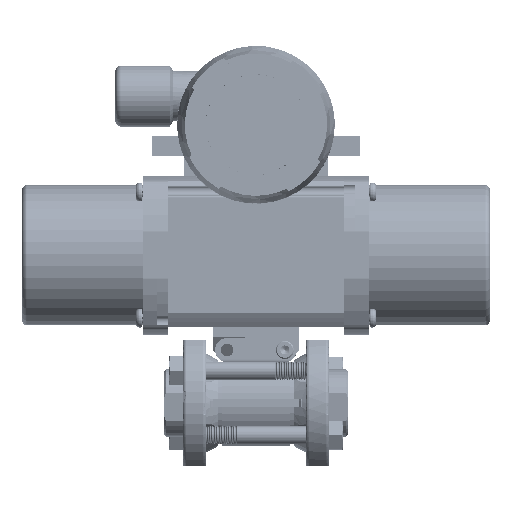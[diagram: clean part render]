
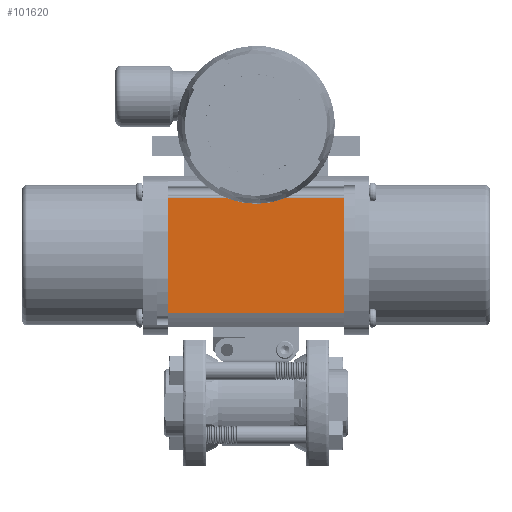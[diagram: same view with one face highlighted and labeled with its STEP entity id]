
A CAD part, top view. The second image highlights one B-rep face of the part: STEP entity #101620.
In plain terms, the highlighted planar face has unit normal (0, 0, 1).
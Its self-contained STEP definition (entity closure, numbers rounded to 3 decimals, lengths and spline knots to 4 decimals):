
#3805 = DIRECTION ( 'NONE',  ( 0., 0., -1. ) ) ;
#9292 = VERTEX_POINT ( 'NONE', #89082 ) ;
#13059 = DIRECTION ( 'NONE',  ( 0., 1., 0. ) ) ;
#19073 = VECTOR ( 'NONE', #13059, 39.3701 ) ;
#27847 = VERTEX_POINT ( 'NONE', #203274 ) ;
#29655 = CARTESIAN_POINT ( 'NONE',  ( -1.5275, 3.5621, 1.17 ) ) ;
#31153 = VERTEX_POINT ( 'NONE', #29655 ) ;
#33474 = DIRECTION ( 'NONE',  ( -1., 0., 0. ) ) ;
#43074 = FACE_OUTER_BOUND ( 'NONE', #61356, .T. ) ;
#50371 = EDGE_CURVE ( 'NONE', #9292, #31153, #103563, .T. ) ;
#55061 = LINE ( 'NONE', #178753, #156822 ) ;
#59491 = ORIENTED_EDGE ( 'NONE', *, *, #50371, .T. ) ;
#61356 = EDGE_LOOP ( 'NONE', ( #167160, #59491, #96365, #84762 ) ) ;
#69952 = CARTESIAN_POINT ( 'NONE',  ( 1.5275, 3.5694, 1.17 ) ) ;
#84576 = EDGE_CURVE ( 'NONE', #9292, #27847, #260494, .T. ) ;
#84762 = ORIENTED_EDGE ( 'NONE', *, *, #193960, .T. ) ;
#89082 = CARTESIAN_POINT ( 'NONE',  ( 1.5275, 3.5621, 1.17 ) ) ;
#96365 = ORIENTED_EDGE ( 'NONE', *, *, #97865, .F. ) ;
#97865 = EDGE_CURVE ( 'NONE', #263301, #31153, #168507, .T. ) ;
#101620 = ADVANCED_FACE ( 'NONE', ( #43074 ), #256484, .F. ) ;
#103563 = LINE ( 'NONE', #257566, #132149 ) ;
#131395 = CARTESIAN_POINT ( 'NONE',  ( -1.5275, 1.5679, 1.17 ) ) ;
#132149 = VECTOR ( 'NONE', #33474, 39.3701 ) ;
#134879 = CARTESIAN_POINT ( 'NONE',  ( -1.5275, 3.5694, 1.17 ) ) ;
#146079 = DIRECTION ( 'NONE',  ( 0., -1., 0. ) ) ;
#147200 = AXIS2_PLACEMENT_3D ( 'NONE', #247370, #3805, #146079 ) ;
#152262 = VECTOR ( 'NONE', #231717, 39.3701 ) ;
#156822 = VECTOR ( 'NONE', #199142, 39.3701 ) ;
#167160 = ORIENTED_EDGE ( 'NONE', *, *, #84576, .F. ) ;
#168507 = LINE ( 'NONE', #134879, #19073 ) ;
#178753 = CARTESIAN_POINT ( 'NONE',  ( -5.0403, 1.5679, 1.17 ) ) ;
#193960 = EDGE_CURVE ( 'NONE', #263301, #27847, #55061, .T. ) ;
#199142 = DIRECTION ( 'NONE',  ( 1., 0., 0. ) ) ;
#203274 = CARTESIAN_POINT ( 'NONE',  ( 1.5275, 1.5679, 1.17 ) ) ;
#231717 = DIRECTION ( 'NONE',  ( 0., -1., 0. ) ) ;
#247370 = CARTESIAN_POINT ( 'NONE',  ( -5.0403, 3.5694, 1.17 ) ) ;
#256484 = PLANE ( 'NONE',  #147200 ) ;
#257566 = CARTESIAN_POINT ( 'NONE',  ( -5.0403, 3.5621, 1.17 ) ) ;
#260494 = LINE ( 'NONE', #69952, #152262 ) ;
#263301 = VERTEX_POINT ( 'NONE', #131395 ) ;
